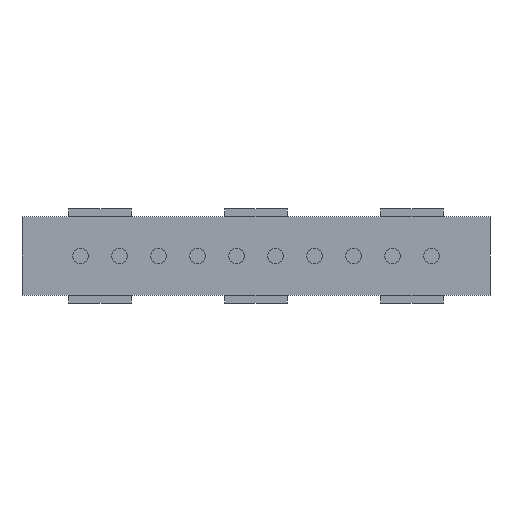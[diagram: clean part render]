
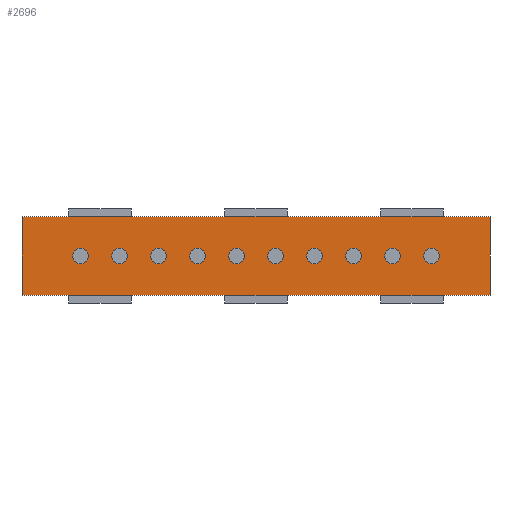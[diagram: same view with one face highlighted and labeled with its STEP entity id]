
A CAD part, front view. The second image highlights one B-rep face of the part: STEP entity #2696.
In plain terms, the highlighted planar face has unit normal (0, -1, 0).
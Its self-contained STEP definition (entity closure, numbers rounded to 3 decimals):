
#33=FACE_BOUND('',#543,.T.);
#34=FACE_BOUND('',#544,.T.);
#35=FACE_BOUND('',#545,.T.);
#36=FACE_BOUND('',#546,.T.);
#37=FACE_BOUND('',#547,.T.);
#38=FACE_BOUND('',#548,.T.);
#39=FACE_BOUND('',#549,.T.);
#40=FACE_BOUND('',#550,.T.);
#41=FACE_BOUND('',#551,.T.);
#42=FACE_BOUND('',#552,.T.);
#196=PLANE('',#2894);
#360=FACE_OUTER_BOUND('',#542,.T.);
#542=EDGE_LOOP('',(#2509,#2510,#2511,#2512));
#543=EDGE_LOOP('',(#2513));
#544=EDGE_LOOP('',(#2514));
#545=EDGE_LOOP('',(#2515));
#546=EDGE_LOOP('',(#2516));
#547=EDGE_LOOP('',(#2517));
#548=EDGE_LOOP('',(#2518));
#549=EDGE_LOOP('',(#2519));
#550=EDGE_LOOP('',(#2520));
#551=EDGE_LOOP('',(#2521));
#552=EDGE_LOOP('',(#2522));
#875=LINE('',#4315,#1209);
#879=LINE('',#4323,#1213);
#882=LINE('',#4329,#1216);
#885=LINE('',#4334,#1219);
#1209=VECTOR('',#3577,10.);
#1213=VECTOR('',#3583,10.);
#1216=VECTOR('',#3588,10.);
#1219=VECTOR('',#3593,10.);
#1222=CIRCLE('',#2713,0.5);
#1224=CIRCLE('',#2717,0.5);
#1226=CIRCLE('',#2721,0.5);
#1228=CIRCLE('',#2725,0.5);
#1230=CIRCLE('',#2729,0.5);
#1232=CIRCLE('',#2733,0.5);
#1234=CIRCLE('',#2737,0.5);
#1236=CIRCLE('',#2741,0.5);
#1238=CIRCLE('',#2745,0.5);
#1240=CIRCLE('',#2749,0.5);
#1242=VERTEX_POINT('',#3603);
#1244=VERTEX_POINT('',#3610);
#1246=VERTEX_POINT('',#3617);
#1248=VERTEX_POINT('',#3624);
#1250=VERTEX_POINT('',#3631);
#1252=VERTEX_POINT('',#3638);
#1254=VERTEX_POINT('',#3645);
#1256=VERTEX_POINT('',#3652);
#1258=VERTEX_POINT('',#3659);
#1260=VERTEX_POINT('',#3666);
#1453=VERTEX_POINT('',#4313);
#1454=VERTEX_POINT('',#4314);
#1457=VERTEX_POINT('',#4322);
#1459=VERTEX_POINT('',#4328);
#1463=EDGE_CURVE('',#1242,#1242,#1222,.T.);
#1466=EDGE_CURVE('',#1244,#1244,#1224,.T.);
#1469=EDGE_CURVE('',#1246,#1246,#1226,.T.);
#1472=EDGE_CURVE('',#1248,#1248,#1228,.T.);
#1475=EDGE_CURVE('',#1250,#1250,#1230,.T.);
#1478=EDGE_CURVE('',#1252,#1252,#1232,.T.);
#1481=EDGE_CURVE('',#1254,#1254,#1234,.T.);
#1484=EDGE_CURVE('',#1256,#1256,#1236,.T.);
#1487=EDGE_CURVE('',#1258,#1258,#1238,.T.);
#1490=EDGE_CURVE('',#1260,#1260,#1240,.T.);
#1803=EDGE_CURVE('',#1453,#1454,#875,.T.);
#1807=EDGE_CURVE('',#1457,#1453,#879,.T.);
#1810=EDGE_CURVE('',#1459,#1457,#882,.T.);
#1813=EDGE_CURVE('',#1454,#1459,#885,.T.);
#2509=ORIENTED_EDGE('',*,*,#1813,.F.);
#2510=ORIENTED_EDGE('',*,*,#1803,.F.);
#2511=ORIENTED_EDGE('',*,*,#1807,.F.);
#2512=ORIENTED_EDGE('',*,*,#1810,.F.);
#2513=ORIENTED_EDGE('',*,*,#1463,.T.);
#2514=ORIENTED_EDGE('',*,*,#1466,.T.);
#2515=ORIENTED_EDGE('',*,*,#1469,.T.);
#2516=ORIENTED_EDGE('',*,*,#1472,.T.);
#2517=ORIENTED_EDGE('',*,*,#1475,.T.);
#2518=ORIENTED_EDGE('',*,*,#1478,.T.);
#2519=ORIENTED_EDGE('',*,*,#1481,.T.);
#2520=ORIENTED_EDGE('',*,*,#1484,.T.);
#2521=ORIENTED_EDGE('',*,*,#1487,.T.);
#2522=ORIENTED_EDGE('',*,*,#1490,.T.);
#2696=ADVANCED_FACE('',(#360,#33,#34,#35,#36,#37,#38,#39,#40,#41,#42),#196,
 .F.);
#2713=AXIS2_PLACEMENT_3D('',#3605,#2902,#2903);
#2717=AXIS2_PLACEMENT_3D('',#3612,#2911,#2912);
#2721=AXIS2_PLACEMENT_3D('',#3619,#2920,#2921);
#2725=AXIS2_PLACEMENT_3D('',#3626,#2929,#2930);
#2729=AXIS2_PLACEMENT_3D('',#3633,#2938,#2939);
#2733=AXIS2_PLACEMENT_3D('',#3640,#2947,#2948);
#2737=AXIS2_PLACEMENT_3D('',#3647,#2956,#2957);
#2741=AXIS2_PLACEMENT_3D('',#3654,#2965,#2966);
#2745=AXIS2_PLACEMENT_3D('',#3661,#2974,#2975);
#2749=AXIS2_PLACEMENT_3D('',#3668,#2983,#2984);
#2894=AXIS2_PLACEMENT_3D('',#4337,#3597,#3598);
#2902=DIRECTION('center_axis',(0.,1.,0.));
#2903=DIRECTION('ref_axis',(1.,0.,0.));
#2911=DIRECTION('center_axis',(0.,1.,0.));
#2912=DIRECTION('ref_axis',(1.,0.,0.));
#2920=DIRECTION('center_axis',(0.,1.,0.));
#2921=DIRECTION('ref_axis',(1.,0.,0.));
#2929=DIRECTION('center_axis',(0.,1.,0.));
#2930=DIRECTION('ref_axis',(1.,0.,0.));
#2938=DIRECTION('center_axis',(0.,1.,0.));
#2939=DIRECTION('ref_axis',(1.,0.,0.));
#2947=DIRECTION('center_axis',(0.,1.,0.));
#2948=DIRECTION('ref_axis',(1.,0.,0.));
#2956=DIRECTION('center_axis',(0.,1.,0.));
#2957=DIRECTION('ref_axis',(1.,0.,0.));
#2965=DIRECTION('center_axis',(0.,1.,0.));
#2966=DIRECTION('ref_axis',(1.,0.,0.));
#2974=DIRECTION('center_axis',(0.,1.,0.));
#2975=DIRECTION('ref_axis',(1.,0.,0.));
#2983=DIRECTION('center_axis',(0.,1.,0.));
#2984=DIRECTION('ref_axis',(1.,0.,0.));
#3577=DIRECTION('',(1.,0.,0.));
#3583=DIRECTION('',(0.,0.,1.));
#3588=DIRECTION('',(-1.,0.,0.));
#3593=DIRECTION('',(0.,0.,-1.));
#3597=DIRECTION('center_axis',(0.,1.,0.));
#3598=DIRECTION('ref_axis',(1.,0.,0.));
#3603=CARTESIAN_POINT('',(3.25,0.,0.));
#3605=CARTESIAN_POINT('Origin',(3.75,0.,0.));
#3610=CARTESIAN_POINT('',(0.75,0.,0.));
#3612=CARTESIAN_POINT('Origin',(1.25,0.,0.));
#3617=CARTESIAN_POINT('',(-9.25,0.,0.));
#3619=CARTESIAN_POINT('Origin',(-8.75,0.,0.));
#3624=CARTESIAN_POINT('',(-6.75,0.,0.));
#3626=CARTESIAN_POINT('Origin',(-6.25,0.,0.));
#3631=CARTESIAN_POINT('',(10.75,0.,0.));
#3633=CARTESIAN_POINT('Origin',(11.25,0.,0.));
#3638=CARTESIAN_POINT('',(5.75,0.,0.));
#3640=CARTESIAN_POINT('Origin',(6.25,0.,0.));
#3645=CARTESIAN_POINT('',(-1.75,0.,0.));
#3647=CARTESIAN_POINT('Origin',(-1.25,0.,0.));
#3652=CARTESIAN_POINT('',(-11.75,0.,0.));
#3654=CARTESIAN_POINT('Origin',(-11.25,0.,0.));
#3659=CARTESIAN_POINT('',(-4.25,0.,0.));
#3661=CARTESIAN_POINT('Origin',(-3.75,0.,0.));
#3666=CARTESIAN_POINT('',(8.25,0.,0.));
#3668=CARTESIAN_POINT('Origin',(8.75,0.,0.));
#4313=CARTESIAN_POINT('',(-15.,0.,2.525));
#4314=CARTESIAN_POINT('',(15.,0.,2.525));
#4315=CARTESIAN_POINT('',(-15.,0.,2.525));
#4322=CARTESIAN_POINT('',(-15.,0.,-2.525));
#4323=CARTESIAN_POINT('',(-15.,0.,-2.525));
#4328=CARTESIAN_POINT('',(15.,0.,-2.525));
#4329=CARTESIAN_POINT('',(15.,0.,-2.525));
#4334=CARTESIAN_POINT('',(15.,0.,2.525));
#4337=CARTESIAN_POINT('Origin',(0.,0.,0.));
